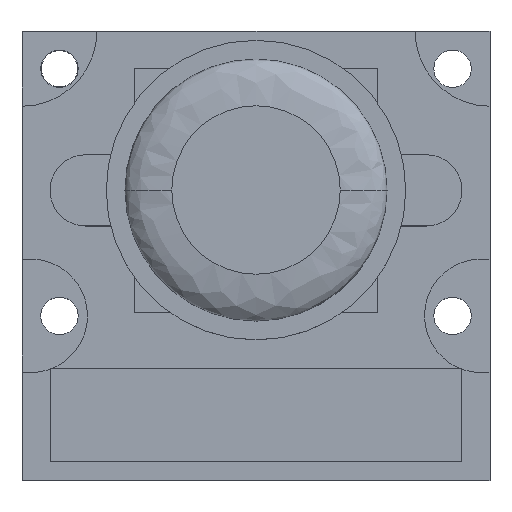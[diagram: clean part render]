
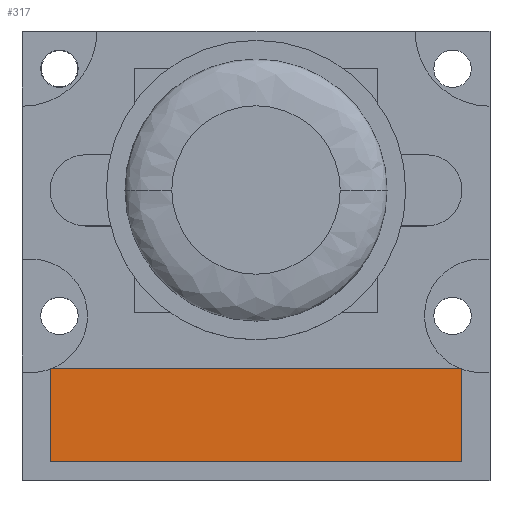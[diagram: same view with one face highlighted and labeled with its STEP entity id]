
A CAD part, top view. The second image highlights one B-rep face of the part: STEP entity #317.
In plain terms, the highlighted planar face has unit normal (0, 0, 1).
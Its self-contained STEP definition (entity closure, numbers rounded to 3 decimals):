
#5 = EDGE_CURVE ( 'NONE', #163, #1019, #2286, .T. ) ;
#49 = CARTESIAN_POINT ( 'NONE',  ( 11., -11., 3.6 ) ) ;
#60 = CARTESIAN_POINT ( 'NONE',  ( 0., 0., 3.6 ) ) ;
#159 = EDGE_CURVE ( 'NONE', #2151, #163, #514, .T. ) ;
#163 = VERTEX_POINT ( 'NONE', #1595 ) ;
#225 = CARTESIAN_POINT ( 'NONE',  ( 11., -6., 3.6 ) ) ;
#274 = ORIENTED_EDGE ( 'NONE', *, *, #668, .T. ) ;
#315 = DIRECTION ( 'NONE',  ( 0., -1., 0. ) ) ;
#317 = ADVANCED_FACE ( 'NONE', ( #1791 ), #1977, .F. ) ;
#424 = LINE ( 'NONE', #2227, #1377 ) ;
#466 = DIRECTION ( 'NONE',  ( 0., 1., 0. ) ) ;
#514 = LINE ( 'NONE', #1926, #2132 ) ;
#609 = CARTESIAN_POINT ( 'NONE',  ( -11., -6., 3.6 ) ) ;
#668 = EDGE_CURVE ( 'NONE', #1019, #1436, #424, .T. ) ;
#727 = DIRECTION ( 'NONE',  ( 1., 0., 0. ) ) ;
#746 = ORIENTED_EDGE ( 'NONE', *, *, #159, .T. ) ;
#771 = DIRECTION ( 'NONE',  ( 0., 0., -1. ) ) ;
#784 = LINE ( 'NONE', #225, #1475 ) ;
#1019 = VERTEX_POINT ( 'NONE', #49 ) ;
#1059 = EDGE_CURVE ( 'NONE', #1436, #2151, #784, .T. ) ;
#1063 = CARTESIAN_POINT ( 'NONE',  ( 11., -11., 3.6 ) ) ;
#1220 = ORIENTED_EDGE ( 'NONE', *, *, #1059, .T. ) ;
#1256 = DIRECTION ( 'NONE',  ( -1., 0., 0. ) ) ;
#1377 = VECTOR ( 'NONE', #466, 1000. ) ;
#1436 = VERTEX_POINT ( 'NONE', #1866 ) ;
#1475 = VECTOR ( 'NONE', #1494, 1000. ) ;
#1494 = DIRECTION ( 'NONE',  ( -1., 0., 0. ) ) ;
#1514 = ORIENTED_EDGE ( 'NONE', *, *, #5, .T. ) ;
#1586 = AXIS2_PLACEMENT_3D ( 'NONE', #60, #771, #1256 ) ;
#1595 = CARTESIAN_POINT ( 'NONE',  ( -11., -11., 3.6 ) ) ;
#1791 = FACE_OUTER_BOUND ( 'NONE', #1821, .T. ) ;
#1821 = EDGE_LOOP ( 'NONE', ( #746, #1514, #274, #1220 ) ) ;
#1866 = CARTESIAN_POINT ( 'NONE',  ( 11., -6., 3.6 ) ) ;
#1926 = CARTESIAN_POINT ( 'NONE',  ( -11., -6., 3.6 ) ) ;
#1952 = VECTOR ( 'NONE', #727, 1000. ) ;
#1977 = PLANE ( 'NONE',  #1586 ) ;
#2132 = VECTOR ( 'NONE', #315, 1000. ) ;
#2151 = VERTEX_POINT ( 'NONE', #609 ) ;
#2227 = CARTESIAN_POINT ( 'NONE',  ( 11., -6., 3.6 ) ) ;
#2286 = LINE ( 'NONE', #1063, #1952 ) ;
